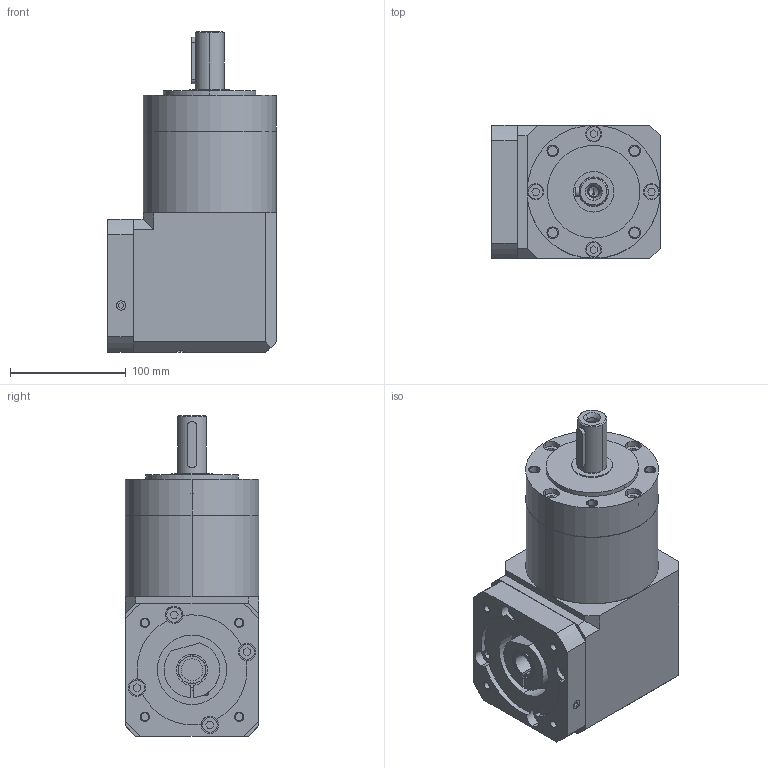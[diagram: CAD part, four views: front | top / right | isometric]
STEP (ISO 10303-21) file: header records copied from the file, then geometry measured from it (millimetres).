
FILE_DESCRIPTION((''),'2;1');
FILE_NAME('MB_WPLE_MASTER','2022-08-15T',('agw'),(''),'CREO PARAMETRIC BY PTC INC, 2018360','CREO PARAMETRIC BY PTC INC, 2018360','');
FILE_SCHEMA(('AUTOMOTIVE_DESIGN { 1 0 10303 214 1 1 1 1 }'));
Length unit declared in the file: millimetre
Products named in the file (1): MB_WPLE_MASTER
Bounding box: 145.5 x 115 x 277 mm (x, y, z)
Volume: 2982681.3 mm3; surface area: 171517.7 mm2
Topology: 1 solids, 10 shells, 351 faces, 838 edges, 549 vertices
Faces by surface type: plane 200, cylinder 131, torus 14, cone 6
Entity records: 11560 total; most frequent: DIRECTION 1844, CARTESIAN_POINT 1833, ORIENTED_EDGE 1636, EDGE_CURVE 836, AXIS2_PLACEMENT_3D 667, VERTEX_POINT 549, VECTOR 510, LINE 510
